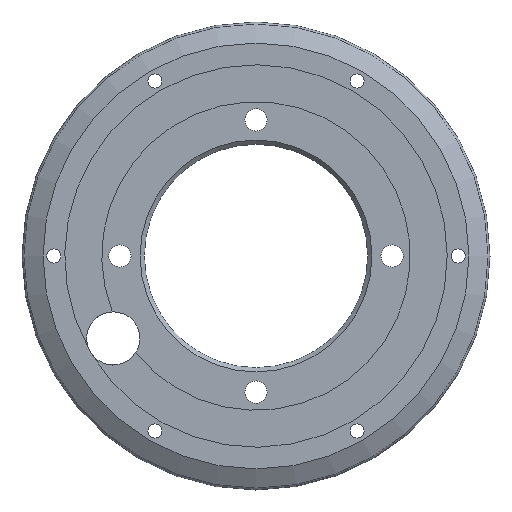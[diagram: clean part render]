
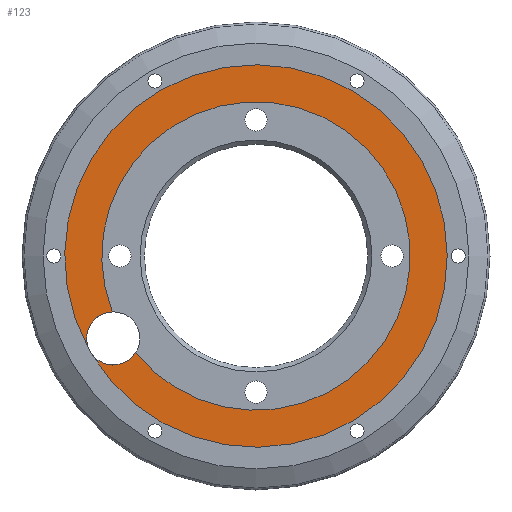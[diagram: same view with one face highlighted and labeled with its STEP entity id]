
A CAD part, left-side view. The second image highlights one B-rep face of the part: STEP entity #123.
In plain terms, the highlighted planar face has unit normal (-1, 0, 0).
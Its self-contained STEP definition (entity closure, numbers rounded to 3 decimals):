
#123=ADVANCED_FACE('',(#295),#296,.F.);
#295=FACE_OUTER_BOUND('',#484,.T.);
#296=PLANE('',#485);
#484=EDGE_LOOP('',(#748,#749,#750,#751));
#485=AXIS2_PLACEMENT_3D('',#752,#753,#754);
#748=ORIENTED_EDGE('',*,*,#933,.T.);
#749=ORIENTED_EDGE('',*,*,#949,.T.);
#750=ORIENTED_EDGE('',*,*,#883,.F.);
#751=ORIENTED_EDGE('',*,*,#950,.T.);
#752=CARTESIAN_POINT('',(115.5,89.9,0.0));
#753=DIRECTION('',(1.0,0.0,0.0));
#754=DIRECTION('',(0.0,0.0,-1.0));
#883=EDGE_CURVE('',#1015,#1018,#1019,.F.);
#933=EDGE_CURVE('',#1100,#1101,#1102,.T.);
#949=EDGE_CURVE('',#1101,#1018,#1120,.T.);
#950=EDGE_CURVE('',#1015,#1100,#1121,.T.);
#1015=VERTEX_POINT('',#1190);
#1018=VERTEX_POINT('',#1194);
#1019=CIRCLE('',#1195,72.5);
#1100=VERTEX_POINT('',#1309);
#1101=VERTEX_POINT('',#1310);
#1102=CIRCLE('',#1311,89.9);
#1120=CIRCLE('',#1331,12.5);
#1121=CIRCLE('',#1332,12.5);
#1190=CARTESIAN_POINT('',(115.5,56.529,-45.395));
#1194=CARTESIAN_POINT('',(115.5,67.578,-26.258));
#1195=AXIS2_PLACEMENT_3D('',#1449,#1450,#1451);
#1309=CARTESIAN_POINT('',(115.5,76.992,-46.414));
#1310=CARTESIAN_POINT('',(115.5,78.691,-43.47));
#1311=AXIS2_PLACEMENT_3D('',#1543,#1544,#1545);
#1331=AXIS2_PLACEMENT_3D('',#1569,#1570,#1571);
#1332=AXIS2_PLACEMENT_3D('',#1572,#1573,#1574);
#1449=CARTESIAN_POINT('',(115.5,0.0,0.0));
#1450=DIRECTION('',(1.0,0.0,0.0));
#1451=DIRECTION('',(0.0,0.0,-1.0));
#1543=CARTESIAN_POINT('',(115.5,0.0,0.0));
#1544=DIRECTION('',(-1.0,0.0,0.0));
#1545=DIRECTION('',(0.0,0.0,1.0));
#1569=CARTESIAN_POINT('',(115.5,67.117,-38.75));
#1570=DIRECTION('',(1.0,0.0,0.0));
#1571=DIRECTION('',(0.0,0.0,-1.0));
#1572=CARTESIAN_POINT('',(115.5,67.117,-38.75));
#1573=DIRECTION('',(1.0,0.0,0.0));
#1574=DIRECTION('',(0.0,0.0,-1.0));
